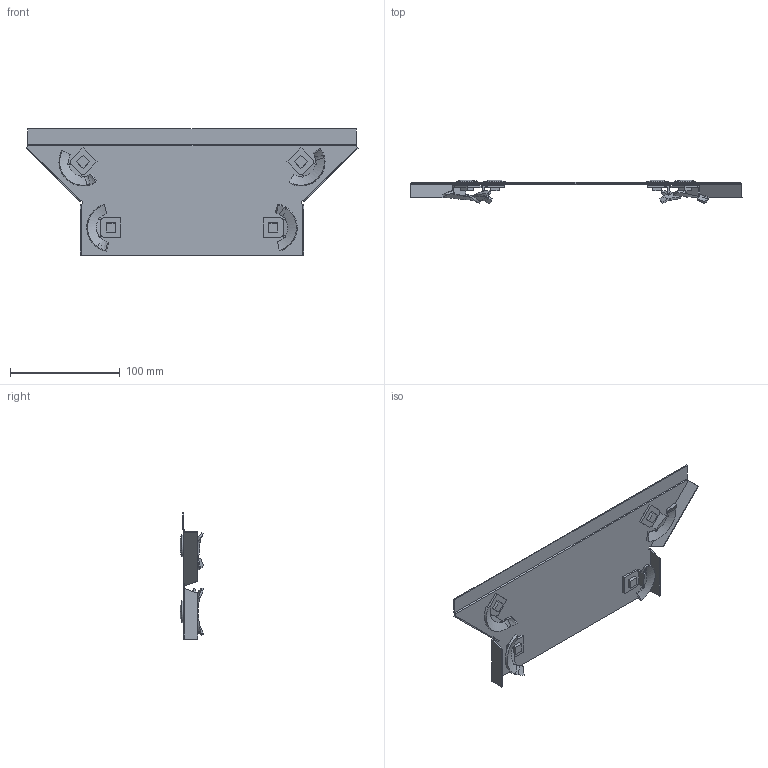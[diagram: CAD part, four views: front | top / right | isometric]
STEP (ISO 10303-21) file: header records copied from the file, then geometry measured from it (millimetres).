
FILE_DESCRIPTION (( 'STEP AP214' ), '1' );
FILE_NAME ('7131321.STP', '2019-06-17T07:57:23', ( '' ), ( '' ), 'SwSTEP 2.0', 'SolidWorks 2018', '' );
FILE_SCHEMA (( 'AUTOMOTIVE_DESIGN' ));
Length unit declared in the file: millimetre
Products named in the file (5): KTS 08.042-108_NB=200 d-16,5 f〉 Helix-Drehriegel; 7131321; 099600_Standard; 109905_quadratisch; 120072_Standard
Assembly tree (7 placements, depth 3):
  7131321
    KTS 08.042-108_NB=200 d-16,5 f〉 Helix-Drehriegel
    120072_Standard  x4
      099600_Standard
      109905_quadratisch
Bounding box: 302.85 x 21.36 x 115.06 mm (x, y, z)
Volume: 41707.8 mm3; surface area: 72337.3 mm2
Topology: 9 solids, 9 shells, 368 faces, 978 edges, 632 vertices
Faces by surface type: plane 174, bspline 118, cone 44, cylinder 16, torus 16
Entity records: 6247 total; most frequent: CARTESIAN_POINT 2995, ORIENTED_EDGE 728, DIRECTION 493, EDGE_CURVE 364, VERTEX_POINT 239, LINE 177, VECTOR 177, AXIS2_PLACEMENT_3D 158
